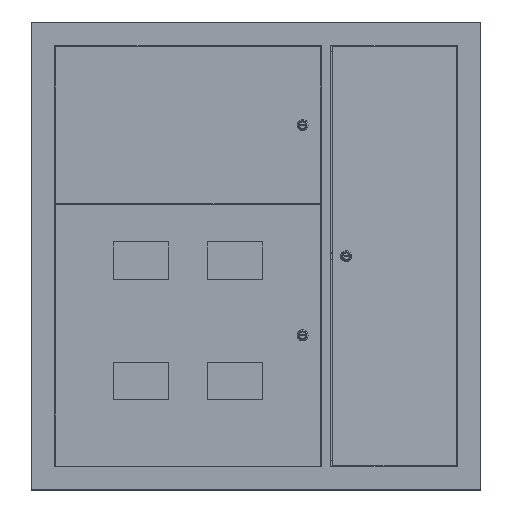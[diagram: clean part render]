
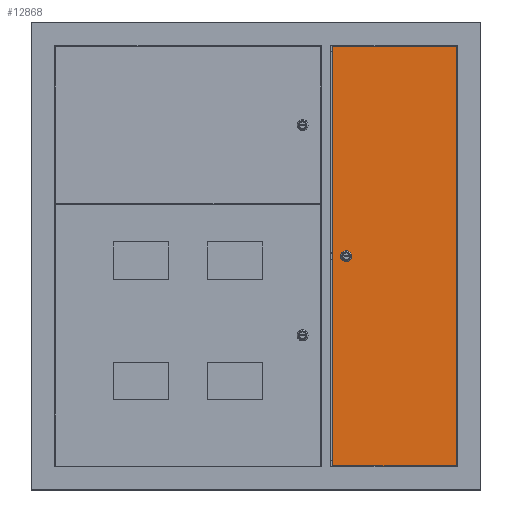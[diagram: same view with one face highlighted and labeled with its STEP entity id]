
A CAD part, top view. The second image highlights one B-rep face of the part: STEP entity #12868.
In plain terms, the highlighted face is planar.
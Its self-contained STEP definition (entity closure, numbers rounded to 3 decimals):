
#984 = EDGE_CURVE ( 'NONE', #33379, #55698, #19676, .T. ) ;
#1331 = EDGE_CURVE ( 'NONE', #12115, #39480, #56895, .T. ) ;
#3403 = ORIENTED_EDGE ( 'NONE', *, *, #16247, .T. ) ;
#3974 = DIRECTION ( 'NONE',  ( 1., 0., 0. ) ) ;
#4414 = AXIS2_PLACEMENT_3D ( 'NONE', #58674, #31204, #3974 ) ;
#4526 = LINE ( 'NONE', #38186, #15146 ) ;
#5278 = VERTEX_POINT ( 'NONE', #48158 ) ;
#7133 = VECTOR ( 'NONE', #29229, 1000. ) ;
#12115 = VERTEX_POINT ( 'NONE', #48302 ) ;
#12868 = ADVANCED_FACE ( 'NONE', ( #52918, #40598 ), #53712, .T. ) ;
#13928 = CARTESIAN_POINT ( 'NONE',  ( -132.5, 448., 1. ) ) ;
#15146 = VECTOR ( 'NONE', #47522, 1000. ) ;
#16247 = EDGE_CURVE ( 'NONE', #5278, #33379, #32743, .T. ) ;
#19676 = LINE ( 'NONE', #44854, #42546 ) ;
#22800 = DIRECTION ( 'NONE',  ( 1., 0., 0. ) ) ;
#26582 = CARTESIAN_POINT ( 'NONE',  ( 132.5, 448., 1. ) ) ;
#29229 = DIRECTION ( 'NONE',  ( 0., -1., 0. ) ) ;
#29493 = CARTESIAN_POINT ( 'NONE',  ( -132.5, 448., 1. ) ) ;
#30242 = ORIENTED_EDGE ( 'NONE', *, *, #984, .T. ) ;
#31204 = DIRECTION ( 'NONE',  ( 0., 0., 1. ) ) ;
#32262 = DIRECTION ( 'NONE',  ( -1., 0., 0. ) ) ;
#32564 = ORIENTED_EDGE ( 'NONE', *, *, #50132, .T. ) ;
#32743 = LINE ( 'NONE', #29493, #7133 ) ;
#33379 = VERTEX_POINT ( 'NONE', #55693 ) ;
#36359 = AXIS2_PLACEMENT_3D ( 'NONE', #48602, #52548, #52749 ) ;
#36942 = VERTEX_POINT ( 'NONE', #26582 ) ;
#37635 = EDGE_LOOP ( 'NONE', ( #3403, #30242, #51158, #32564 ) ) ;
#38186 = CARTESIAN_POINT ( 'NONE',  ( 132.5, 448., 1. ) ) ;
#39480 = VERTEX_POINT ( 'NONE', #59008 ) ;
#40418 = EDGE_CURVE ( 'NONE', #55698, #36942, #4526, .T. ) ;
#40598 = FACE_OUTER_BOUND ( 'NONE', #37635, .T. ) ;
#41323 = EDGE_LOOP ( 'NONE', ( #49488, #43054 ) ) ;
#42105 = VECTOR ( 'NONE', #32262, 1000. ) ;
#42546 = VECTOR ( 'NONE', #22800, 1000. ) ;
#43054 = ORIENTED_EDGE ( 'NONE', *, *, #43622, .F. ) ;
#43622 = EDGE_CURVE ( 'NONE', #39480, #12115, #52888, .T. ) ;
#44234 = AXIS2_PLACEMENT_3D ( 'NONE', #53723, #53647, #53596 ) ;
#44854 = CARTESIAN_POINT ( 'NONE',  ( -132.5, -448., 1. ) ) ;
#47522 = DIRECTION ( 'NONE',  ( 0., 1., 0. ) ) ;
#48158 = CARTESIAN_POINT ( 'NONE',  ( -132.5, 448., 1. ) ) ;
#48302 = CARTESIAN_POINT ( 'NONE',  ( 111., 0., 1. ) ) ;
#48602 = CARTESIAN_POINT ( 'NONE',  ( 103.5, 0., 1. ) ) ;
#49488 = ORIENTED_EDGE ( 'NONE', *, *, #1331, .F. ) ;
#50132 = EDGE_CURVE ( 'NONE', #36942, #5278, #55804, .T. ) ;
#51158 = ORIENTED_EDGE ( 'NONE', *, *, #40418, .T. ) ;
#51319 = CARTESIAN_POINT ( 'NONE',  ( 132.5, -448., 1. ) ) ;
#52548 = DIRECTION ( 'NONE',  ( 0., 0., 1. ) ) ;
#52749 = DIRECTION ( 'NONE',  ( 1., 0., 0. ) ) ;
#52888 = CIRCLE ( 'NONE', #4414, 7.5 ) ;
#52918 = FACE_BOUND ( 'NONE', #41323, .T. ) ;
#53596 = DIRECTION ( 'NONE',  ( 1., 0., 0. ) ) ;
#53647 = DIRECTION ( 'NONE',  ( 0., 0., 1. ) ) ;
#53712 = PLANE ( 'NONE',  #44234 ) ;
#53723 = CARTESIAN_POINT ( 'NONE',  ( 0., 0., 1. ) ) ;
#55693 = CARTESIAN_POINT ( 'NONE',  ( -132.5, -448., 1. ) ) ;
#55698 = VERTEX_POINT ( 'NONE', #51319 ) ;
#55804 = LINE ( 'NONE', #13928, #42105 ) ;
#56895 = CIRCLE ( 'NONE', #36359, 7.5 ) ;
#58674 = CARTESIAN_POINT ( 'NONE',  ( 103.5, 0., 1. ) ) ;
#59008 = CARTESIAN_POINT ( 'NONE',  ( 96., 0., 1. ) ) ;
